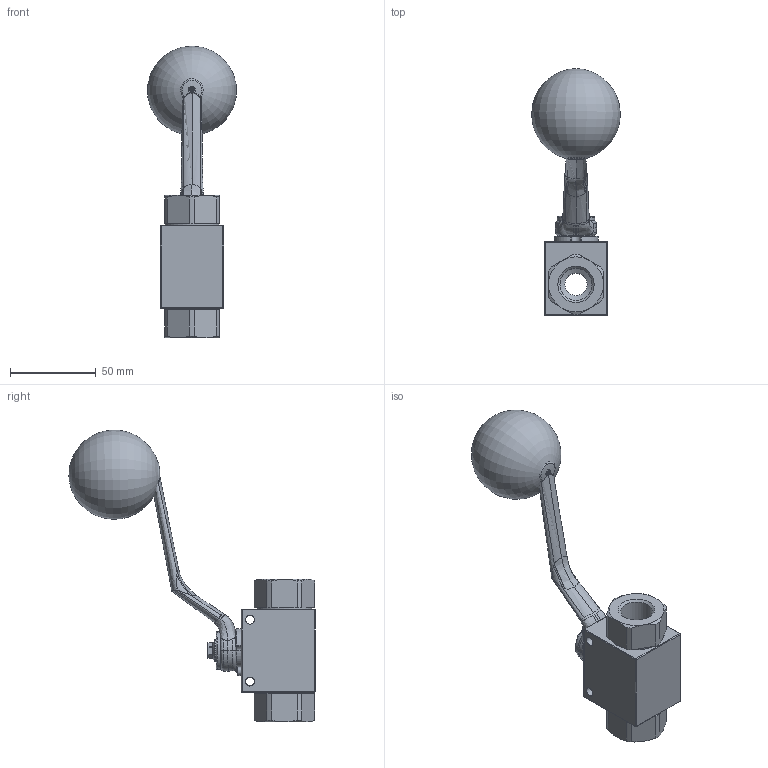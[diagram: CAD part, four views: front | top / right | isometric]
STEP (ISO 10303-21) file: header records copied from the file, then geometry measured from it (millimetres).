
FILE_DESCRIPTION(/* description */ ('Unknown'),/* implementation_level */ '2;1');
FILE_NAME(/* name */ '4500_9769-04',/* time_stamp */ '2023-08-16T10:59:15+02:00',/* author */ ('Unknown'),/* organization */ ('Unknown'),/* preprocessor_version */ 'ST-DEVELOPER v18.102',/* originating_system */ 'Solid Edge',/* authorisation */ 'Unknown');
FILE_SCHEMA (('AUTOMOTIVE_DESIGN {1 0 10303 214 3 1 1}'));
Length unit declared in the file: millimetre
Products named in the file (2): GE2GGT3; Parte2
Assembly tree (1 placements, depth 2):
  GE2GGT3
    Parte2
Bounding box: 51.53 x 143.45 x 169.86 mm (x, y, z)
Volume: 137326.6 mm3; surface area: 40059.7 mm2
Topology: 3 solids, 6 shells, 353 faces, 887 edges, 540 vertices
Faces by surface type: plane 102, cylinder 93, bspline 62, cone 49, torus 33, sphere 14
Full cylindrical faces by diameter (mm): 2.004 x1, 5 x3, 5.25 x2, 13 x3, 14 x1, 17 x1, 18.631 x2, 22 x1, 25.7 x2, 27.4 x1, 29.7 x2, 32 x2, 32.5 x2
Entity records: 26789 total; most frequent: CARTESIAN_POINT 17095, ORIENTED_EDGE 1584, DIRECTION 1470, EDGE_CURVE 792, AXIS2_PLACEMENT_3D 614, VERTEX_POINT 513, FACE_BOUND 437, EDGE_LOOP 435
